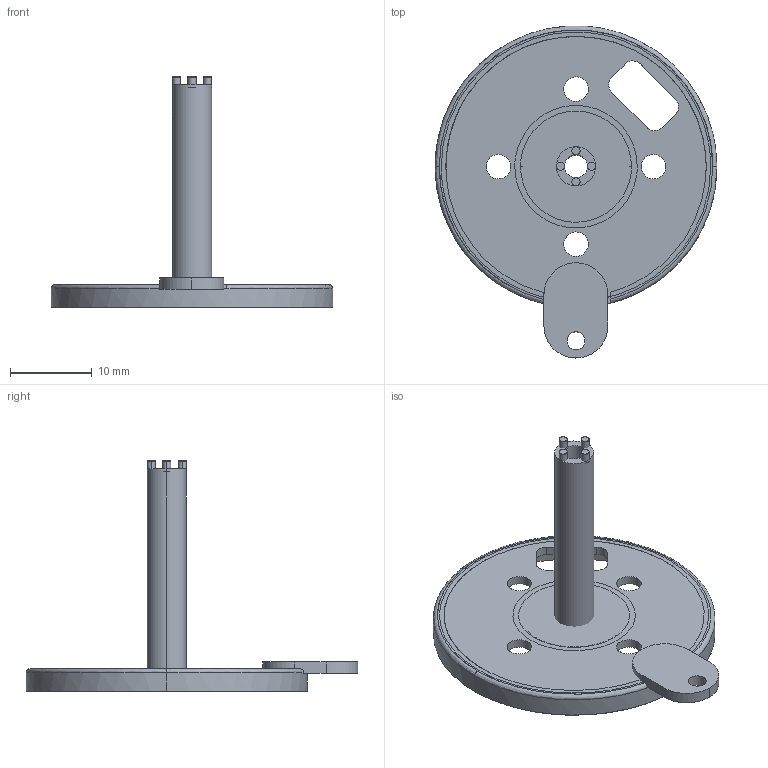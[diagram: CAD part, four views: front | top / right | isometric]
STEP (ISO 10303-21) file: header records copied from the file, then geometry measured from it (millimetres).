
FILE_DESCRIPTION(/* description */ (''),/* implementation_level */ '2;1');
FILE_NAME(/* name */ 'bottom',/* time_stamp */ '2023-05-25T21:19:12+08:00',/* author */ (''),/* organization */ (''),/* preprocessor_version */ 'ST-DEVELOPER v16.5',/* originating_system */ 'Rhino 7.28',/* authorisation */ '');
FILE_SCHEMA (('CONFIG_CONTROL_DESIGN'));
Length unit declared in the file: millimetre
Products named in the file (1): Document
Bounding box: 34.5 x 40.67 x 28.27 mm (x, y, z)
Volume: 1311.5 mm3; surface area: 3600.7 mm2
Topology: 8 solids, 16 shells, 80 faces, 208 edges, 149 vertices
Faces by surface type: cylinder 50, plane 26, bspline 4
Entity records: 2516 total; most frequent: CARTESIAN_POINT 1103, ORIENTED_EDGE 356, EDGE_CURVE 201, VERTEX_POINT 142, EDGE_LOOP 99, DIRECTION 84, ADVANCED_FACE 80, FACE_OUTER_BOUND 80
